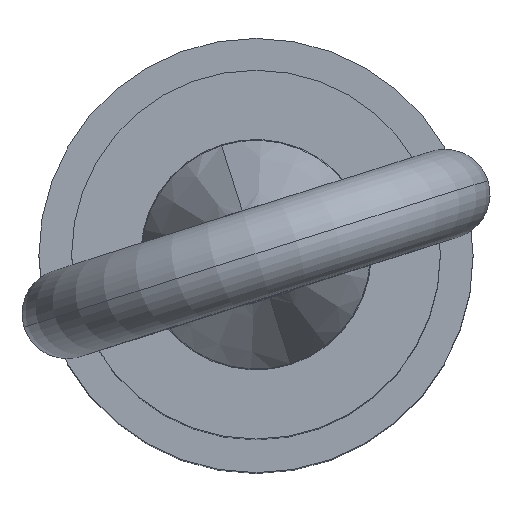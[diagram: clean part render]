
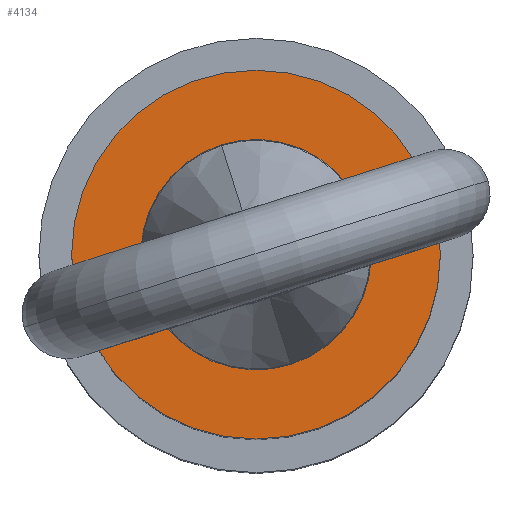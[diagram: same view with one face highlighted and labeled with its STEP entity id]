
A CAD part, top view. The second image highlights one B-rep face of the part: STEP entity #4134.
In plain terms, the highlighted planar face has unit normal (0, 0, 1).
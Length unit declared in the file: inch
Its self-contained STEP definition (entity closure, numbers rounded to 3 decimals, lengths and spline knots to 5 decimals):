
#123 = EDGE_CURVE ( 'NONE', #4127, #3656, #3877, .T. ) ;
#377 = AXIS2_PLACEMENT_3D ( 'NONE', #1995, #4826, #2460 ) ;
#513 = VERTEX_POINT ( 'NONE', #1256 ) ;
#530 = CARTESIAN_POINT ( 'NONE',  ( -0.45, 0., 2.5 ) ) ;
#741 = CARTESIAN_POINT ( 'NONE',  ( -0.125, 0., 2.5 ) ) ;
#1106 = DIRECTION ( 'NONE',  ( 0., 0., 1. ) ) ;
#1256 = CARTESIAN_POINT ( 'NONE',  ( 0.125, 0., 2.5 ) ) ;
#1486 = AXIS2_PLACEMENT_3D ( 'NONE', #3466, #1106, #3961 ) ;
#1650 = ORIENTED_EDGE ( 'NONE', *, *, #4437, .F. ) ;
#1670 = CIRCLE ( 'NONE', #5148, 0.125 ) ;
#1678 = CARTESIAN_POINT ( 'NONE',  ( 0., 0., 2.5 ) ) ;
#1995 = CARTESIAN_POINT ( 'NONE',  ( 0., 0., 2.5 ) ) ;
#2052 = PLANE ( 'NONE',  #377 ) ;
#2211 = CARTESIAN_POINT ( 'NONE',  ( 0., 0., 2.5 ) ) ;
#2433 = FACE_BOUND ( 'NONE', #5265, .T. ) ;
#2460 = DIRECTION ( 'NONE',  ( 1., 0., 0. ) ) ;
#2478 = AXIS2_PLACEMENT_3D ( 'NONE', #2211, #4643, #6150 ) ;
#2747 = VERTEX_POINT ( 'NONE', #741 ) ;
#2773 = CIRCLE ( 'NONE', #1486, 0.45 ) ;
#2816 = EDGE_CURVE ( 'NONE', #2747, #513, #5861, .T. ) ;
#3162 = ORIENTED_EDGE ( 'NONE', *, *, #4767, .T. ) ;
#3466 = CARTESIAN_POINT ( 'NONE',  ( 0., 0., 2.5 ) ) ;
#3580 = ORIENTED_EDGE ( 'NONE', *, *, #2816, .F. ) ;
#3656 = VERTEX_POINT ( 'NONE', #4735 ) ;
#3723 = DIRECTION ( 'NONE',  ( 1., 0., 0. ) ) ;
#3869 = DIRECTION ( 'NONE',  ( 0., 0., 1. ) ) ;
#3877 = CIRCLE ( 'NONE', #4576, 0.45 ) ;
#3928 = FACE_OUTER_BOUND ( 'NONE', #5781, .T. ) ;
#3961 = DIRECTION ( 'NONE',  ( 1., 0., 0. ) ) ;
#4127 = VERTEX_POINT ( 'NONE', #530 ) ;
#4134 = ADVANCED_FACE ( 'NONE', ( #2433, #3928 ), #2052, .T. ) ;
#4397 = DIRECTION ( 'NONE',  ( 1., 0., 0. ) ) ;
#4437 = EDGE_CURVE ( 'NONE', #513, #2747, #1670, .T. ) ;
#4576 = AXIS2_PLACEMENT_3D ( 'NONE', #5551, #4985, #3723 ) ;
#4643 = DIRECTION ( 'NONE',  ( 0., 0., 1. ) ) ;
#4735 = CARTESIAN_POINT ( 'NONE',  ( 0.45, 0., 2.5 ) ) ;
#4767 = EDGE_CURVE ( 'NONE', #3656, #4127, #2773, .T. ) ;
#4826 = DIRECTION ( 'NONE',  ( 0., 0., 1. ) ) ;
#4985 = DIRECTION ( 'NONE',  ( 0., 0., 1. ) ) ;
#5148 = AXIS2_PLACEMENT_3D ( 'NONE', #1678, #3869, #4397 ) ;
#5265 = EDGE_LOOP ( 'NONE', ( #1650, #3580 ) ) ;
#5551 = CARTESIAN_POINT ( 'NONE',  ( 0., 0., 2.5 ) ) ;
#5781 = EDGE_LOOP ( 'NONE', ( #6035, #3162 ) ) ;
#5861 = CIRCLE ( 'NONE', #2478, 0.125 ) ;
#6035 = ORIENTED_EDGE ( 'NONE', *, *, #123, .T. ) ;
#6150 = DIRECTION ( 'NONE',  ( 1., 0., 0. ) ) ;
